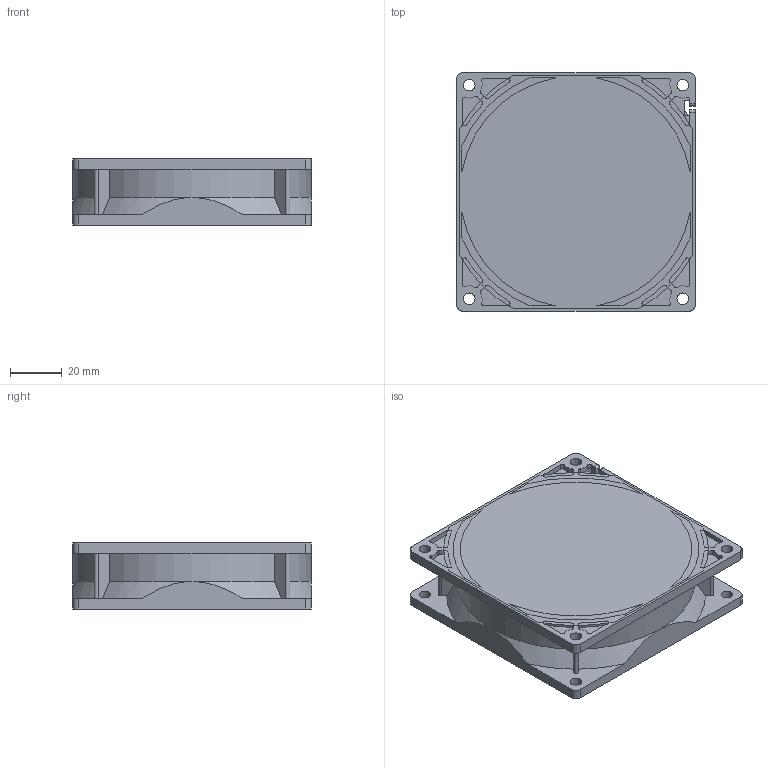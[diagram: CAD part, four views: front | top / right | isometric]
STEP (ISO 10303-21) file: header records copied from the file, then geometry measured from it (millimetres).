
FILE_DESCRIPTION((''),'2;1');
FILE_NAME('4100218700','2011-03-23T',('JIMMY.CJ.CHEN'),(''),'PRO/ENGINEER BY PARAMETRIC TECHNOLOGY CORPORATION, 2006460','PRO/ENGINEER BY PARAMETRIC TECHNOLOGY CORPORATION, 2006460','');
FILE_SCHEMA(('CONFIG_CONTROL_DESIGN'));
Length unit declared in the file: millimetre
Products named in the file (1): 4100218700
Bounding box: 92 x 92 x 25.5 mm (x, y, z)
Volume: 181818 mm3; surface area: 48681.6 mm2
Topology: 1 solids, 3 shells, 318 faces, 852 edges, 569 vertices
Faces by surface type: plane 137, cylinder 136, cone 25, bspline 11, extrusion 9
Entity records: 12870 total; most frequent: CARTESIAN_POINT 4746, ORIENTED_EDGE 1688, DIRECTION 1671, EDGE_CURVE 852, AXIS2_PLACEMENT_3D 615, VERTEX_POINT 569, VECTOR 441, LINE 432
